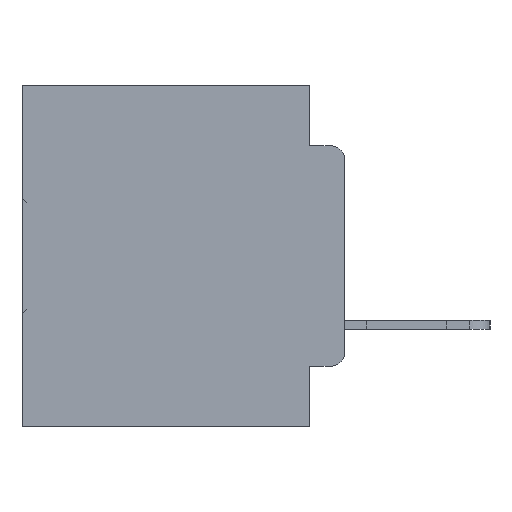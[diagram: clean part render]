
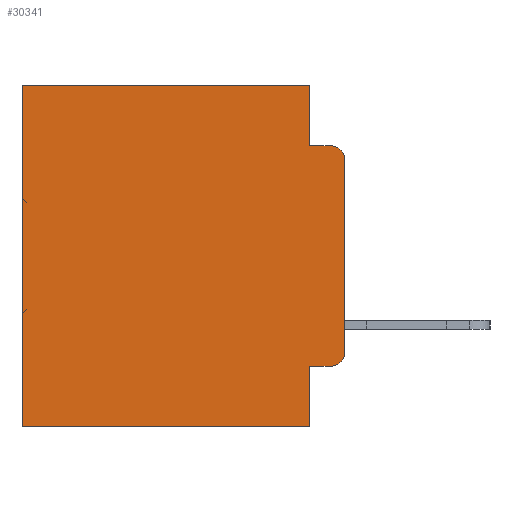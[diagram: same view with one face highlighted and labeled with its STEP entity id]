
A CAD part, left-side view. The second image highlights one B-rep face of the part: STEP entity #30341.
In plain terms, the highlighted planar face has unit normal (-1, 0, 0).
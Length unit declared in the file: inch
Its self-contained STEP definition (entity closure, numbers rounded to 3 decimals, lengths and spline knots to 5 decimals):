
#331 = DIRECTION ( 'NONE',  ( 0., 0., -1. ) ) ;
#2045 = DIRECTION ( 'NONE',  ( 0., 0., -1. ) ) ;
#2519 = ORIENTED_EDGE ( 'NONE', *, *, #22388, .F. ) ;
#2659 = EDGE_LOOP ( 'NONE', ( #6104, #22870, #2519, #27767, #16464, #28317, #33206, #27664, #12867, #3613 ) ) ;
#2685 = DIRECTION ( 'NONE',  ( 0., 0., -1. ) ) ;
#2916 = EDGE_CURVE ( 'NONE', #25027, #16392, #25023, .T. ) ;
#3494 = VECTOR ( 'NONE', #26094, 39.37008 ) ;
#3613 = ORIENTED_EDGE ( 'NONE', *, *, #2916, .T. ) ;
#3759 = CARTESIAN_POINT ( 'NONE',  ( 0.298, 0.02, -0.4115 ) ) ;
#4947 = VERTEX_POINT ( 'NONE', #32754 ) ;
#5000 = VERTEX_POINT ( 'NONE', #23433 ) ;
#5284 = CARTESIAN_POINT ( 'NONE',  ( 0.298, 0.473, 0. ) ) ;
#5333 = AXIS2_PLACEMENT_3D ( 'NONE', #33822, #31273, #5567 ) ;
#5346 = EDGE_CURVE ( 'NONE', #14455, #4947, #17198, .T. ) ;
#5355 = CARTESIAN_POINT ( 'NONE',  ( 0.298, 0., -0.5 ) ) ;
#5567 = DIRECTION ( 'NONE',  ( 0., 0., -1. ) ) ;
#6104 = ORIENTED_EDGE ( 'NONE', *, *, #31495, .F. ) ;
#8429 = LINE ( 'NONE', #15124, #29975 ) ;
#8944 = FACE_OUTER_BOUND ( 'NONE', #2659, .T. ) ;
#9153 = VECTOR ( 'NONE', #11785, 39.37008 ) ;
#9442 = EDGE_CURVE ( 'NONE', #13615, #31818, #12400, .T. ) ;
#10693 = VECTOR ( 'NONE', #2045, 39.37008 ) ;
#10777 = CARTESIAN_POINT ( 'NONE',  ( 0.298, 0., -0.3915 ) ) ;
#11785 = DIRECTION ( 'NONE',  ( 0., 1., 0. ) ) ;
#12276 = LINE ( 'NONE', #21175, #25814 ) ;
#12400 = LINE ( 'NONE', #5284, #25928 ) ;
#12858 = EDGE_CURVE ( 'NONE', #34072, #25522, #17922, .T. ) ;
#12867 = ORIENTED_EDGE ( 'NONE', *, *, #25199, .T. ) ;
#13278 = LINE ( 'NONE', #23442, #3494 ) ;
#13511 = PLANE ( 'NONE',  #19602 ) ;
#13615 = VERTEX_POINT ( 'NONE', #33133 ) ;
#14455 = VERTEX_POINT ( 'NONE', #18573 ) ;
#15124 = CARTESIAN_POINT ( 'NONE',  ( 0.298, 0.051, -0.0885 ) ) ;
#15941 = CARTESIAN_POINT ( 'NONE',  ( 0.298, 0.051, -0.4115 ) ) ;
#15986 = VECTOR ( 'NONE', #21572, 39.37008 ) ;
#16231 = CARTESIAN_POINT ( 'NONE',  ( 0.298, 0., 0. ) ) ;
#16392 = VERTEX_POINT ( 'NONE', #10777 ) ;
#16464 = ORIENTED_EDGE ( 'NONE', *, *, #17237, .T. ) ;
#17177 = CARTESIAN_POINT ( 'NONE',  ( 0.298, 0.473, -0.5 ) ) ;
#17198 = LINE ( 'NONE', #27863, #22710 ) ;
#17237 = EDGE_CURVE ( 'NONE', #14455, #13615, #29887, .T. ) ;
#17922 = CIRCLE ( 'NONE', #5333, 0.02 ) ;
#18573 = CARTESIAN_POINT ( 'NONE',  ( 0.298, 0.051, 0. ) ) ;
#18895 = DIRECTION ( 'NONE',  ( 1., 0., 0. ) ) ;
#19214 = AXIS2_PLACEMENT_3D ( 'NONE', #27690, #27700, #331 ) ;
#19345 = DIRECTION ( 'NONE',  ( 0., 0., -1. ) ) ;
#19602 = AXIS2_PLACEMENT_3D ( 'NONE', #16231, #18895, #2685 ) ;
#20300 = EDGE_CURVE ( 'NONE', #29419, #5000, #32985, .T. ) ;
#21175 = CARTESIAN_POINT ( 'NONE',  ( 0.298, 0., 0. ) ) ;
#21572 = DIRECTION ( 'NONE',  ( 0., 1., 0. ) ) ;
#22388 = EDGE_CURVE ( 'NONE', #4947, #25522, #8429, .T. ) ;
#22710 = VECTOR ( 'NONE', #31228, 39.37008 ) ;
#22870 = ORIENTED_EDGE ( 'NONE', *, *, #12858, .T. ) ;
#23433 = CARTESIAN_POINT ( 'NONE',  ( 0.298, 0.051, -0.5 ) ) ;
#23442 = CARTESIAN_POINT ( 'NONE',  ( 0.298, 0.051, -0.4115 ) ) ;
#23998 = DIRECTION ( 'NONE',  ( 0., 0., -1. ) ) ;
#25023 = CIRCLE ( 'NONE', #19214, 0.02 ) ;
#25027 = VERTEX_POINT ( 'NONE', #3759 ) ;
#25199 = EDGE_CURVE ( 'NONE', #29419, #25027, #13278, .T. ) ;
#25522 = VERTEX_POINT ( 'NONE', #30174 ) ;
#25814 = VECTOR ( 'NONE', #23998, 39.37008 ) ;
#25928 = VECTOR ( 'NONE', #19345, 39.37008 ) ;
#26094 = DIRECTION ( 'NONE',  ( 0., -1., 0. ) ) ;
#27664 = ORIENTED_EDGE ( 'NONE', *, *, #20300, .F. ) ;
#27690 = CARTESIAN_POINT ( 'NONE',  ( 0.298, 0.02, -0.3915 ) ) ;
#27700 = DIRECTION ( 'NONE',  ( -1., 0., 0. ) ) ;
#27767 = ORIENTED_EDGE ( 'NONE', *, *, #5346, .F. ) ;
#27863 = CARTESIAN_POINT ( 'NONE',  ( 0.298, 0.051, 0. ) ) ;
#27952 = CARTESIAN_POINT ( 'NONE',  ( 0.298, 0., 0. ) ) ;
#28317 = ORIENTED_EDGE ( 'NONE', *, *, #9442, .T. ) ;
#28562 = DIRECTION ( 'NONE',  ( 0., -1., 0. ) ) ;
#29419 = VERTEX_POINT ( 'NONE', #15941 ) ;
#29887 = LINE ( 'NONE', #27952, #9153 ) ;
#29975 = VECTOR ( 'NONE', #28562, 39.37008 ) ;
#30174 = CARTESIAN_POINT ( 'NONE',  ( 0.298, 0.02, -0.0885 ) ) ;
#30273 = LINE ( 'NONE', #5355, #15986 ) ;
#30341 = ADVANCED_FACE ( 'NONE', ( #8944 ), #13511, .F. ) ;
#30371 = CARTESIAN_POINT ( 'NONE',  ( 0.298, 0., -0.1085 ) ) ;
#31228 = DIRECTION ( 'NONE',  ( 0., 0., -1. ) ) ;
#31273 = DIRECTION ( 'NONE',  ( -1., 0., 0. ) ) ;
#31495 = EDGE_CURVE ( 'NONE', #34072, #16392, #12276, .T. ) ;
#31648 = CARTESIAN_POINT ( 'NONE',  ( 0.298, 0.051, 0. ) ) ;
#31818 = VERTEX_POINT ( 'NONE', #17177 ) ;
#32754 = CARTESIAN_POINT ( 'NONE',  ( 0.298, 0.051, -0.0885 ) ) ;
#32985 = LINE ( 'NONE', #31648, #10693 ) ;
#33133 = CARTESIAN_POINT ( 'NONE',  ( 0.298, 0.473, 0. ) ) ;
#33206 = ORIENTED_EDGE ( 'NONE', *, *, #33925, .F. ) ;
#33822 = CARTESIAN_POINT ( 'NONE',  ( 0.298, 0.02, -0.1085 ) ) ;
#33925 = EDGE_CURVE ( 'NONE', #5000, #31818, #30273, .T. ) ;
#34072 = VERTEX_POINT ( 'NONE', #30371 ) ;
